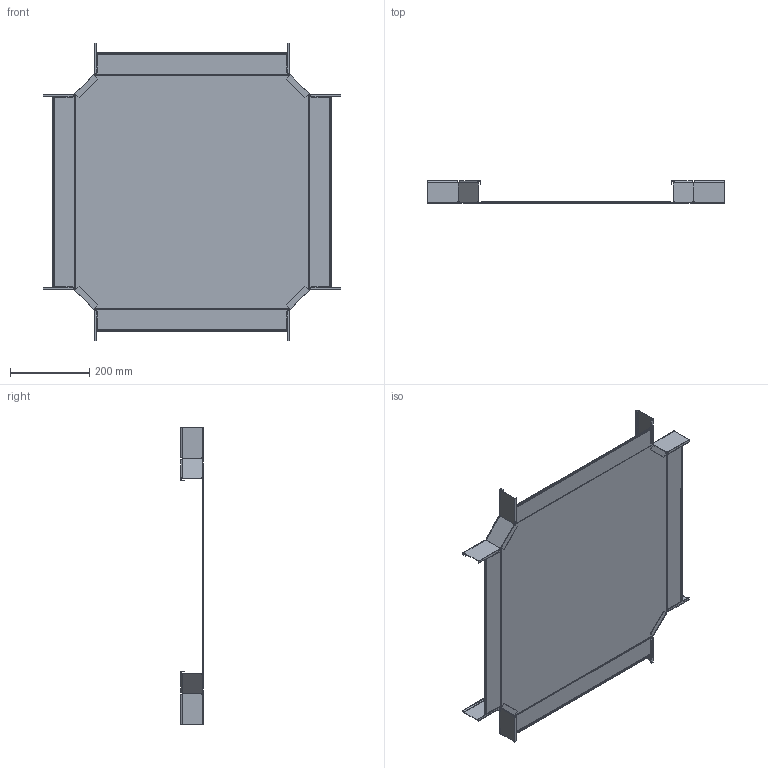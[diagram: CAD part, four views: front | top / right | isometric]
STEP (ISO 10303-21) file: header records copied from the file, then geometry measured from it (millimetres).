
FILE_DESCRIPTION (( 'STEP AP214' ), '1' );
FILE_NAME ('7027528.STEP', '2025-03-17T10:19:23', ( '' ), ( '' ), 'SwSTEP 2.0', 'SolidWorks 2024', '' );
FILE_SCHEMA (( 'AUTOMOTIVE_DESIGN' ));
Length unit declared in the file: millimetre
Products named in the file (4): 7027509.STEP; 7027528; 171992_500.STEP; 167655_60x90°_5.STEP
Assembly tree (6 placements, depth 3):
  7027528
    7027509.STEP
      171992_500.STEP
      167655_60x90°_5.STEP  x4
Bounding box: 753.97 x 57 x 753.97 mm (x, y, z)
Volume: 547892.3 mm3; surface area: 1068274.8 mm2
Topology: 5 solids, 5 shells, 378 faces, 976 edges, 608 vertices
Faces by surface type: plane 250, cylinder 80, bspline 48
Entity records: 6002 total; most frequent: CARTESIAN_POINT 2062, ORIENTED_EDGE 872, DIRECTION 676, EDGE_CURVE 436, VERTEX_POINT 272, VECTOR 256, LINE 256, AXIS2_PLACEMENT_3D 210
